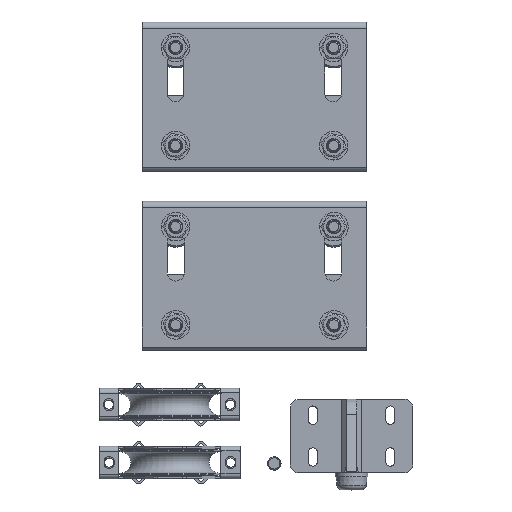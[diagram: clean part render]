
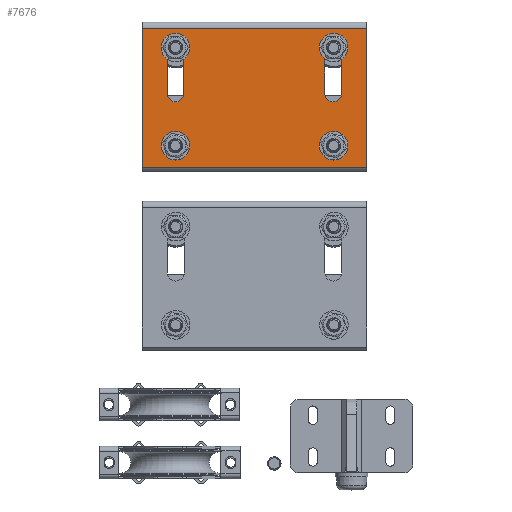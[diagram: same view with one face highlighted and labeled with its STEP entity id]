
A CAD part, top view. The second image highlights one B-rep face of the part: STEP entity #7676.
In plain terms, the highlighted face is planar.
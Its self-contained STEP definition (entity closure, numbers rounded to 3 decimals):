
#409=FACE_BOUND('',#1322,.T.);
#410=FACE_BOUND('',#1323,.T.);
#411=FACE_BOUND('',#1324,.T.);
#412=FACE_BOUND('',#1325,.T.);
#531=PLANE('',#8807);
#855=FACE_OUTER_BOUND('',#1321,.T.);
#1321=EDGE_LOOP('',(#6064,#6065,#6066,#6067));
#1322=EDGE_LOOP('',(#6068,#6069,#6070,#6071));
#1323=EDGE_LOOP('',(#6072,#6073,#6074,#6075));
#1324=EDGE_LOOP('',(#6076,#6077,#6078,#6079));
#1325=EDGE_LOOP('',(#6080,#6081,#6082,#6083));
#1868=LINE('',#12718,#2493);
#1871=LINE('',#12724,#2496);
#1884=LINE('',#12766,#2509);
#1885=LINE('',#12767,#2510);
#1886=LINE('',#12770,#2511);
#1887=LINE('',#12774,#2512);
#1888=LINE('',#12778,#2513);
#1889=LINE('',#12782,#2514);
#1890=LINE('',#12786,#2515);
#1891=LINE('',#12790,#2516);
#1892=LINE('',#12794,#2517);
#1893=LINE('',#12798,#2518);
#2493=VECTOR('',#10371,10.);
#2496=VECTOR('',#10378,10.);
#2509=VECTOR('',#10411,10.);
#2510=VECTOR('',#10412,10.);
#2511=VECTOR('',#10413,10.);
#2512=VECTOR('',#10416,10.);
#2513=VECTOR('',#10419,10.);
#2514=VECTOR('',#10422,10.);
#2515=VECTOR('',#10425,10.);
#2516=VECTOR('',#10428,10.);
#2517=VECTOR('',#10431,10.);
#2518=VECTOR('',#10434,10.);
#3056=CIRCLE('',#8808,8.25);
#3057=CIRCLE('',#8809,8.25);
#3058=CIRCLE('',#8810,8.25);
#3059=CIRCLE('',#8811,8.25);
#3060=CIRCLE('',#8812,8.25);
#3061=CIRCLE('',#8813,8.25);
#3062=CIRCLE('',#8814,8.25);
#3063=CIRCLE('',#8815,8.25);
#3577=VERTEX_POINT('',#12700);
#3580=VERTEX_POINT('',#12708);
#3584=VERTEX_POINT('',#12723);
#3603=VERTEX_POINT('',#12765);
#3604=VERTEX_POINT('',#12768);
#3605=VERTEX_POINT('',#12769);
#3606=VERTEX_POINT('',#12771);
#3607=VERTEX_POINT('',#12773);
#3608=VERTEX_POINT('',#12776);
#3609=VERTEX_POINT('',#12777);
#3610=VERTEX_POINT('',#12779);
#3611=VERTEX_POINT('',#12781);
#3612=VERTEX_POINT('',#12784);
#3613=VERTEX_POINT('',#12785);
#3614=VERTEX_POINT('',#12787);
#3615=VERTEX_POINT('',#12789);
#3616=VERTEX_POINT('',#12792);
#3617=VERTEX_POINT('',#12793);
#3618=VERTEX_POINT('',#12795);
#3619=VERTEX_POINT('',#12797);
#4469=EDGE_CURVE('',#3580,#3577,#1868,.T.);
#4472=EDGE_CURVE('',#3580,#3584,#1871,.T.);
#4493=EDGE_CURVE('',#3603,#3577,#1884,.T.);
#4494=EDGE_CURVE('',#3584,#3603,#1885,.T.);
#4495=EDGE_CURVE('',#3604,#3605,#1886,.T.);
#4496=EDGE_CURVE('',#3605,#3606,#3056,.T.);
#4497=EDGE_CURVE('',#3606,#3607,#1887,.T.);
#4498=EDGE_CURVE('',#3607,#3604,#3057,.T.);
#4499=EDGE_CURVE('',#3608,#3609,#1888,.T.);
#4500=EDGE_CURVE('',#3609,#3610,#3058,.T.);
#4501=EDGE_CURVE('',#3610,#3611,#1889,.T.);
#4502=EDGE_CURVE('',#3611,#3608,#3059,.T.);
#4503=EDGE_CURVE('',#3612,#3613,#1890,.T.);
#4504=EDGE_CURVE('',#3613,#3614,#3060,.T.);
#4505=EDGE_CURVE('',#3614,#3615,#1891,.T.);
#4506=EDGE_CURVE('',#3615,#3612,#3061,.T.);
#4507=EDGE_CURVE('',#3616,#3617,#1892,.T.);
#4508=EDGE_CURVE('',#3617,#3618,#3062,.T.);
#4509=EDGE_CURVE('',#3618,#3619,#1893,.T.);
#4510=EDGE_CURVE('',#3619,#3616,#3063,.T.);
#6064=ORIENTED_EDGE('',*,*,#4469,.T.);
#6065=ORIENTED_EDGE('',*,*,#4493,.F.);
#6066=ORIENTED_EDGE('',*,*,#4494,.F.);
#6067=ORIENTED_EDGE('',*,*,#4472,.F.);
#6068=ORIENTED_EDGE('',*,*,#4495,.T.);
#6069=ORIENTED_EDGE('',*,*,#4496,.T.);
#6070=ORIENTED_EDGE('',*,*,#4497,.T.);
#6071=ORIENTED_EDGE('',*,*,#4498,.T.);
#6072=ORIENTED_EDGE('',*,*,#4499,.T.);
#6073=ORIENTED_EDGE('',*,*,#4500,.T.);
#6074=ORIENTED_EDGE('',*,*,#4501,.T.);
#6075=ORIENTED_EDGE('',*,*,#4502,.T.);
#6076=ORIENTED_EDGE('',*,*,#4503,.T.);
#6077=ORIENTED_EDGE('',*,*,#4504,.T.);
#6078=ORIENTED_EDGE('',*,*,#4505,.T.);
#6079=ORIENTED_EDGE('',*,*,#4506,.T.);
#6080=ORIENTED_EDGE('',*,*,#4507,.T.);
#6081=ORIENTED_EDGE('',*,*,#4508,.T.);
#6082=ORIENTED_EDGE('',*,*,#4509,.T.);
#6083=ORIENTED_EDGE('',*,*,#4510,.T.);
#7676=ADVANCED_FACE('',(#855,#409,#410,#411,#412),#531,.F.);
#8807=AXIS2_PLACEMENT_3D('',#12764,#10409,#10410);
#8808=AXIS2_PLACEMENT_3D('',#12772,#10414,#10415);
#8809=AXIS2_PLACEMENT_3D('',#12775,#10417,#10418);
#8810=AXIS2_PLACEMENT_3D('',#12780,#10420,#10421);
#8811=AXIS2_PLACEMENT_3D('',#12783,#10423,#10424);
#8812=AXIS2_PLACEMENT_3D('',#12788,#10426,#10427);
#8813=AXIS2_PLACEMENT_3D('',#12791,#10429,#10430);
#8814=AXIS2_PLACEMENT_3D('',#12796,#10432,#10433);
#8815=AXIS2_PLACEMENT_3D('',#12799,#10435,#10436);
#10371=DIRECTION('',(-1.,0.,0.));
#10378=DIRECTION('',(0.,1.,0.));
#10409=DIRECTION('center_axis',(0.,0.,1.));
#10410=DIRECTION('ref_axis',(1.,0.,0.));
#10411=DIRECTION('',(0.,-1.,0.));
#10412=DIRECTION('',(-1.,0.,0.));
#10413=DIRECTION('',(0.,-1.,0.));
#10414=DIRECTION('center_axis',(0.,0.,1.));
#10415=DIRECTION('ref_axis',(-1.,0.,0.));
#10416=DIRECTION('',(0.,1.,0.));
#10417=DIRECTION('center_axis',(0.,0.,1.));
#10418=DIRECTION('ref_axis',(1.,0.,0.));
#10419=DIRECTION('',(0.,-1.,0.));
#10420=DIRECTION('center_axis',(0.,0.,1.));
#10421=DIRECTION('ref_axis',(-1.,0.,0.));
#10422=DIRECTION('',(0.,1.,0.));
#10423=DIRECTION('center_axis',(0.,0.,1.));
#10424=DIRECTION('ref_axis',(1.,0.,0.));
#10425=DIRECTION('',(0.,-1.,0.));
#10426=DIRECTION('center_axis',(0.,0.,1.));
#10427=DIRECTION('ref_axis',(-1.,0.,0.));
#10428=DIRECTION('',(0.,1.,0.));
#10429=DIRECTION('center_axis',(0.,0.,1.));
#10430=DIRECTION('ref_axis',(1.,0.,0.));
#10431=DIRECTION('',(0.,-1.,0.));
#10432=DIRECTION('center_axis',(0.,0.,1.));
#10433=DIRECTION('ref_axis',(-1.,0.,0.));
#10434=DIRECTION('',(0.,1.,0.));
#10435=DIRECTION('center_axis',(0.,0.,1.));
#10436=DIRECTION('ref_axis',(1.,0.,0.));
#12700=CARTESIAN_POINT('',(0.,56.786,0.));
#12708=CARTESIAN_POINT('',(220.,56.786,0.));
#12718=CARTESIAN_POINT('',(165.,56.786,0.));
#12723=CARTESIAN_POINT('',(220.,193.8,0.));
#12724=CARTESIAN_POINT('',(220.,0.,0.));
#12764=CARTESIAN_POINT('Origin',(110.,96.9,0.));
#12765=CARTESIAN_POINT('',(0.,193.8,0.));
#12766=CARTESIAN_POINT('',(0.,193.8,0.));
#12767=CARTESIAN_POINT('',(220.,193.8,0.));
#12768=CARTESIAN_POINT('',(24.5,177.79,0.));
#12769=CARTESIAN_POINT('',(24.5,170.29,0.));
#12770=CARTESIAN_POINT('',(24.5,137.345,0.));
#12771=CARTESIAN_POINT('',(41.,170.29,0.));
#12772=CARTESIAN_POINT('Origin',(32.75,170.29,0.));
#12773=CARTESIAN_POINT('',(41.,177.79,0.));
#12774=CARTESIAN_POINT('',(41.,133.595,0.));
#12775=CARTESIAN_POINT('Origin',(32.75,177.79,0.));
#12776=CARTESIAN_POINT('',(179.,120.79,0.));
#12777=CARTESIAN_POINT('',(179.,75.79,0.));
#12778=CARTESIAN_POINT('',(179.,108.845,0.));
#12779=CARTESIAN_POINT('',(195.5,75.79,0.));
#12780=CARTESIAN_POINT('Origin',(187.25,75.79,0.));
#12781=CARTESIAN_POINT('',(195.5,120.79,0.));
#12782=CARTESIAN_POINT('',(195.5,86.345,0.));
#12783=CARTESIAN_POINT('Origin',(187.25,120.79,0.));
#12784=CARTESIAN_POINT('',(179.,177.79,0.));
#12785=CARTESIAN_POINT('',(179.,170.29,0.));
#12786=CARTESIAN_POINT('',(179.,137.345,0.));
#12787=CARTESIAN_POINT('',(195.5,170.29,0.));
#12788=CARTESIAN_POINT('Origin',(187.25,170.29,0.));
#12789=CARTESIAN_POINT('',(195.5,177.79,0.));
#12790=CARTESIAN_POINT('',(195.5,133.595,0.));
#12791=CARTESIAN_POINT('Origin',(187.25,177.79,0.));
#12792=CARTESIAN_POINT('',(24.5,120.79,0.));
#12793=CARTESIAN_POINT('',(24.5,75.79,0.));
#12794=CARTESIAN_POINT('',(24.5,108.845,0.));
#12795=CARTESIAN_POINT('',(41.,75.79,0.));
#12796=CARTESIAN_POINT('Origin',(32.75,75.79,0.));
#12797=CARTESIAN_POINT('',(41.,120.79,0.));
#12798=CARTESIAN_POINT('',(41.,86.345,0.));
#12799=CARTESIAN_POINT('Origin',(32.75,120.79,0.));
